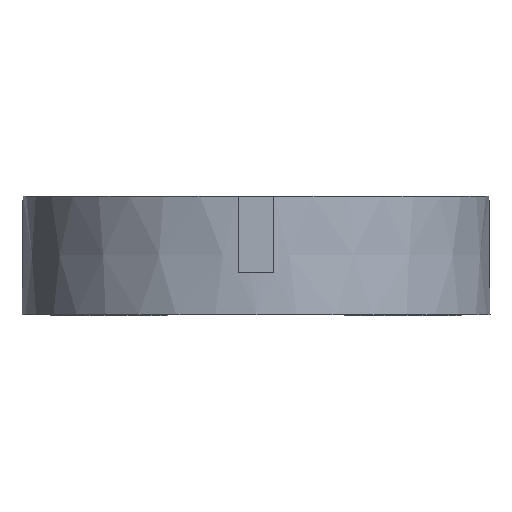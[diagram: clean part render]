
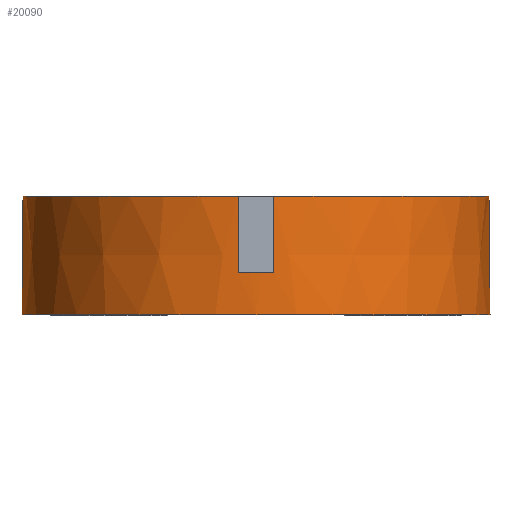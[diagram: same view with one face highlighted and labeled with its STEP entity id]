
A CAD part, front view. The second image highlights one B-rep face of the part: STEP entity #20090.
In plain terms, the highlighted conical face has half-angle 0.5 degrees and reference radius 11.1 mm.
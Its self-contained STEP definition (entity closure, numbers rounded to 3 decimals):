
#186 = CARTESIAN_POINT ( 'NONE',  ( -11.1, 0., 5.65 ) ) ;
#309 = CARTESIAN_POINT ( 'NONE',  ( 0.85, -11.078, 4.433 ) ) ;
#492 = ORIENTED_EDGE ( 'NONE', *, *, #10375, .F. ) ;
#875 = CARTESIAN_POINT ( 'NONE',  ( -11.1, 0., 5.65 ) ) ;
#921 = CONICAL_SURFACE ( 'NONE', #14648, 11.1, 0.009 ) ;
#1771 = B_SPLINE_CURVE_WITH_KNOTS ( 'NONE', 3,
 ( #2322, #3658, #16568, #11656 ),
 .UNSPECIFIED., .F., .F.,
 ( 4, 4 ),
 ( 0., 0.004 ),
 .UNSPECIFIED. ) ;
#1829 = CARTESIAN_POINT ( 'NONE',  ( -11.149, 0., 0. ) ) ;
#1970 = CARTESIAN_POINT ( 'NONE',  ( 0., 0., 5.65 ) ) ;
#2055 = VERTEX_POINT ( 'NONE', #5198 ) ;
#2066 = EDGE_LOOP ( 'NONE', ( #19886, #14264, #10821, #14788, #17461, #8120, #8530, #492 ) ) ;
#2196 = DIRECTION ( 'NONE',  ( 0.009, 0., -1. ) ) ;
#2322 = CARTESIAN_POINT ( 'NONE',  ( -0.849, -11.067, 5.65 ) ) ;
#2826 = DIRECTION ( 'NONE',  ( 1., 0., 0. ) ) ;
#2834 = EDGE_CURVE ( 'NONE', #11878, #2055, #3994, .T. ) ;
#3258 = CIRCLE ( 'NONE', #11429, 11.1 ) ;
#3658 = CARTESIAN_POINT ( 'NONE',  ( -0.85, -11.078, 4.433 ) ) ;
#3931 = DIRECTION ( 'NONE',  ( 0., 0., 1. ) ) ;
#3994 = B_SPLINE_CURVE_WITH_KNOTS ( 'NONE', 3,
 ( #14543, #15869, #309, #11464 ),
 .UNSPECIFIED., .F., .F.,
 ( 4, 4 ),
 ( 0., 0.004 ),
 .UNSPECIFIED. ) ;
#5073 = VERTEX_POINT ( 'NONE', #7945 ) ;
#5087 = DIRECTION ( 'NONE',  ( -0.009, 0., -1. ) ) ;
#5198 = CARTESIAN_POINT ( 'NONE',  ( 0.849, -11.067, 5.65 ) ) ;
#5601 = VERTEX_POINT ( 'NONE', #12003 ) ;
#5824 = CARTESIAN_POINT ( 'NONE',  ( 0., 0., 0. ) ) ;
#6106 = CARTESIAN_POINT ( 'NONE',  ( 0.851, -11.099, 2. ) ) ;
#6336 = VECTOR ( 'NONE', #5087, 1000. ) ;
#6354 = AXIS2_PLACEMENT_3D ( 'NONE', #19429, #8463, #15105 ) ;
#6382 = VERTEX_POINT ( 'NONE', #875 ) ;
#6779 = VECTOR ( 'NONE', #2196, 1000. ) ;
#7295 = EDGE_CURVE ( 'NONE', #11220, #5601, #17115, .T. ) ;
#7564 = DIRECTION ( 'NONE',  ( 0., 0., 1. ) ) ;
#7911 = EDGE_CURVE ( 'NONE', #6382, #11220, #19150, .T. ) ;
#7945 = CARTESIAN_POINT ( 'NONE',  ( -0.849, -11.067, 5.65 ) ) ;
#8120 = ORIENTED_EDGE ( 'NONE', *, *, #2834, .F. ) ;
#8229 = EDGE_CURVE ( 'NONE', #11878, #20015, #13224, .T. ) ;
#8463 = DIRECTION ( 'NONE',  ( 0., 0., -1. ) ) ;
#8530 = ORIENTED_EDGE ( 'NONE', *, *, #8229, .T. ) ;
#9159 = CIRCLE ( 'NONE', #9483, 11.1 ) ;
#9468 = FACE_OUTER_BOUND ( 'NONE', #2066, .T. ) ;
#9483 = AXIS2_PLACEMENT_3D ( 'NONE', #14999, #3931, #16219 ) ;
#9768 = DIRECTION ( 'NONE',  ( 1., 0., 0. ) ) ;
#10375 = EDGE_CURVE ( 'NONE', #5073, #20015, #1771, .T. ) ;
#10821 = ORIENTED_EDGE ( 'NONE', *, *, #7295, .T. ) ;
#11220 = VERTEX_POINT ( 'NONE', #1829 ) ;
#11429 = AXIS2_PLACEMENT_3D ( 'NONE', #16360, #13194, #17809 ) ;
#11464 = CARTESIAN_POINT ( 'NONE',  ( 0.849, -11.067, 5.65 ) ) ;
#11656 = CARTESIAN_POINT ( 'NONE',  ( -0.851, -11.099, 2. ) ) ;
#11878 = VERTEX_POINT ( 'NONE', #6106 ) ;
#12003 = CARTESIAN_POINT ( 'NONE',  ( 11.149, 0., 0. ) ) ;
#12081 = EDGE_CURVE ( 'NONE', #12923, #5601, #17583, .T. ) ;
#12836 = DIRECTION ( 'NONE',  ( 0., 0., -1. ) ) ;
#12923 = VERTEX_POINT ( 'NONE', #14026 ) ;
#13194 = DIRECTION ( 'NONE',  ( 0., 0., 1. ) ) ;
#13224 = CIRCLE ( 'NONE', #6354, 11.132 ) ;
#14026 = CARTESIAN_POINT ( 'NONE',  ( 11.1, 0., 5.65 ) ) ;
#14264 = ORIENTED_EDGE ( 'NONE', *, *, #7911, .T. ) ;
#14543 = CARTESIAN_POINT ( 'NONE',  ( 0.851, -11.099, 2. ) ) ;
#14648 = AXIS2_PLACEMENT_3D ( 'NONE', #1970, #12836, #9768 ) ;
#14788 = ORIENTED_EDGE ( 'NONE', *, *, #12081, .F. ) ;
#14999 = CARTESIAN_POINT ( 'NONE',  ( 0., 0., 5.65 ) ) ;
#15105 = DIRECTION ( 'NONE',  ( -1., 0., 0. ) ) ;
#15204 = CARTESIAN_POINT ( 'NONE',  ( -0.851, -11.099, 2. ) ) ;
#15726 = EDGE_CURVE ( 'NONE', #6382, #5073, #3258, .T. ) ;
#15869 = CARTESIAN_POINT ( 'NONE',  ( 0.85, -11.089, 3.217 ) ) ;
#16029 = EDGE_CURVE ( 'NONE', #2055, #12923, #9159, .T. ) ;
#16219 = DIRECTION ( 'NONE',  ( 1., 0., 0. ) ) ;
#16339 = CARTESIAN_POINT ( 'NONE',  ( 11.1, 0., 5.65 ) ) ;
#16360 = CARTESIAN_POINT ( 'NONE',  ( 0., 0., 5.65 ) ) ;
#16568 = CARTESIAN_POINT ( 'NONE',  ( -0.85, -11.089, 3.217 ) ) ;
#17115 = CIRCLE ( 'NONE', #17439, 11.149 ) ;
#17439 = AXIS2_PLACEMENT_3D ( 'NONE', #5824, #7564, #2826 ) ;
#17461 = ORIENTED_EDGE ( 'NONE', *, *, #16029, .F. ) ;
#17583 = LINE ( 'NONE', #16339, #6779 ) ;
#17809 = DIRECTION ( 'NONE',  ( 1., 0., 0. ) ) ;
#19150 = LINE ( 'NONE', #186, #6336 ) ;
#19429 = CARTESIAN_POINT ( 'NONE',  ( 0., 0., 2. ) ) ;
#19886 = ORIENTED_EDGE ( 'NONE', *, *, #15726, .F. ) ;
#20015 = VERTEX_POINT ( 'NONE', #15204 ) ;
#20090 = ADVANCED_FACE ( 'NONE', ( #9468 ), #921, .T. ) ;
